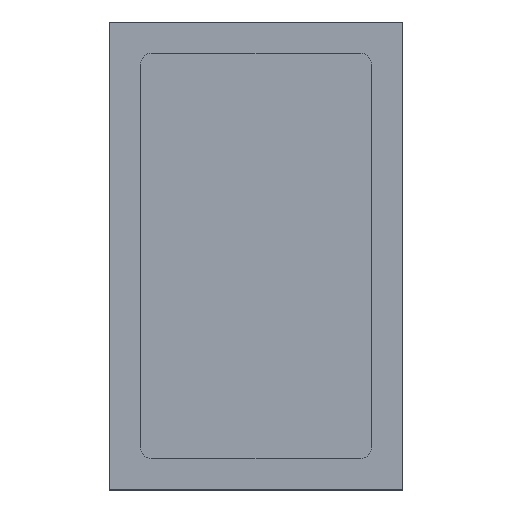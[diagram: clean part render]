
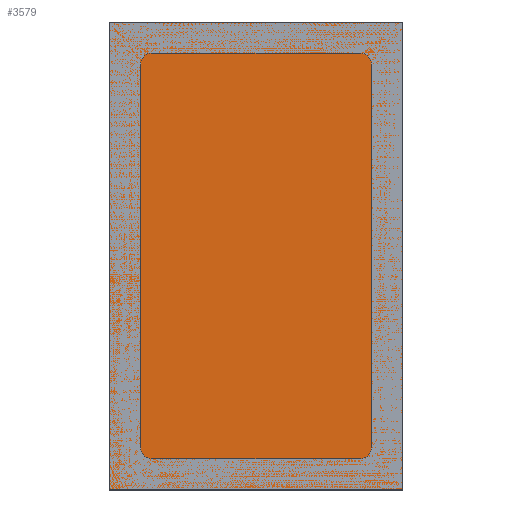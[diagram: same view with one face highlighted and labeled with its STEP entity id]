
A CAD part, top view. The second image highlights one B-rep face of the part: STEP entity #3579.
In plain terms, the highlighted planar face has unit normal (0, 0, 1).
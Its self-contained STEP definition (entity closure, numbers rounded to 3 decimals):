
#3279 = PLANE('',#3280);
#3280 = AXIS2_PLACEMENT_3D('',#3281,#3282,#3283);
#3281 = CARTESIAN_POINT('',(-20.,130.,0.));
#3282 = DIRECTION('',(0.,1.,0.));
#3283 = DIRECTION('',(1.,0.,0.));
#3307 = PLANE('',#3308);
#3308 = AXIS2_PLACEMENT_3D('',#3309,#3310,#3311);
#3309 = CARTESIAN_POINT('',(74.,130.,0.));
#3310 = DIRECTION('',(1.,0.,0.));
#3311 = DIRECTION('',(0.,-1.,0.));
#3335 = PLANE('',#3336);
#3336 = AXIS2_PLACEMENT_3D('',#3337,#3338,#3339);
#3337 = CARTESIAN_POINT('',(74.,-20.,0.));
#3338 = DIRECTION('',(0.,-1.,0.));
#3339 = DIRECTION('',(-1.,0.,0.));
#3361 = PLANE('',#3362);
#3362 = AXIS2_PLACEMENT_3D('',#3363,#3364,#3365);
#3363 = CARTESIAN_POINT('',(-20.,-20.,0.));
#3364 = DIRECTION('',(-1.,0.,0.));
#3365 = DIRECTION('',(0.,1.,0.));
#3383 = VERTEX_POINT('',#3384);
#3384 = CARTESIAN_POINT('',(-20.,130.,20.));
#3405 = EDGE_CURVE('',#3383,#3406,#3408,.T.);
#3406 = VERTEX_POINT('',#3407);
#3407 = CARTESIAN_POINT('',(74.,130.,20.));
#3408 = SURFACE_CURVE('',#3409,(#3413,#3420),.PCURVE_S1.);
#3409 = LINE('',#3410,#3411);
#3410 = CARTESIAN_POINT('',(-20.,130.,20.));
#3411 = VECTOR('',#3412,1.);
#3412 = DIRECTION('',(1.,0.,0.));
#3413 = PCURVE('',#3279,#3414);
#3414 = DEFINITIONAL_REPRESENTATION('',(#3415),#3419);
#3415 = LINE('',#3416,#3417);
#3416 = CARTESIAN_POINT('',(0.,-20.));
#3417 = VECTOR('',#3418,1.);
#3418 = DIRECTION('',(1.,0.));
#3419 = ( GEOMETRIC_REPRESENTATION_CONTEXT(2) 
PARAMETRIC_REPRESENTATION_CONTEXT() REPRESENTATION_CONTEXT('2D SPACE',''
  ) );
#3420 = PCURVE('',#3421,#3426);
#3421 = PLANE('',#3422);
#3422 = AXIS2_PLACEMENT_3D('',#3423,#3424,#3425);
#3423 = CARTESIAN_POINT('',(27.,55.,20.));
#3424 = DIRECTION('',(-0.,-0.,-1.));
#3425 = DIRECTION('',(-1.,0.,0.));
#3426 = DEFINITIONAL_REPRESENTATION('',(#3427),#3431);
#3427 = LINE('',#3428,#3429);
#3428 = CARTESIAN_POINT('',(47.,75.));
#3429 = VECTOR('',#3430,1.);
#3430 = DIRECTION('',(-1.,0.));
#3431 = ( GEOMETRIC_REPRESENTATION_CONTEXT(2) 
PARAMETRIC_REPRESENTATION_CONTEXT() REPRESENTATION_CONTEXT('2D SPACE',''
  ) );
#3459 = VERTEX_POINT('',#3460);
#3460 = CARTESIAN_POINT('',(-20.,-20.,20.));
#3481 = EDGE_CURVE('',#3459,#3383,#3482,.T.);
#3482 = SURFACE_CURVE('',#3483,(#3487,#3494),.PCURVE_S1.);
#3483 = LINE('',#3484,#3485);
#3484 = CARTESIAN_POINT('',(-20.,-20.,20.));
#3485 = VECTOR('',#3486,1.);
#3486 = DIRECTION('',(0.,1.,0.));
#3487 = PCURVE('',#3361,#3488);
#3488 = DEFINITIONAL_REPRESENTATION('',(#3489),#3493);
#3489 = LINE('',#3490,#3491);
#3490 = CARTESIAN_POINT('',(0.,-20.));
#3491 = VECTOR('',#3492,1.);
#3492 = DIRECTION('',(1.,0.));
#3493 = ( GEOMETRIC_REPRESENTATION_CONTEXT(2) 
PARAMETRIC_REPRESENTATION_CONTEXT() REPRESENTATION_CONTEXT('2D SPACE',''
  ) );
#3494 = PCURVE('',#3421,#3495);
#3495 = DEFINITIONAL_REPRESENTATION('',(#3496),#3500);
#3496 = LINE('',#3497,#3498);
#3497 = CARTESIAN_POINT('',(47.,-75.));
#3498 = VECTOR('',#3499,1.);
#3499 = DIRECTION('',(0.,1.));
#3500 = ( GEOMETRIC_REPRESENTATION_CONTEXT(2) 
PARAMETRIC_REPRESENTATION_CONTEXT() REPRESENTATION_CONTEXT('2D SPACE',''
  ) );
#3508 = EDGE_CURVE('',#3406,#3509,#3511,.T.);
#3509 = VERTEX_POINT('',#3510);
#3510 = CARTESIAN_POINT('',(74.,-20.,20.));
#3511 = SURFACE_CURVE('',#3512,(#3516,#3523),.PCURVE_S1.);
#3512 = LINE('',#3513,#3514);
#3513 = CARTESIAN_POINT('',(74.,130.,20.));
#3514 = VECTOR('',#3515,1.);
#3515 = DIRECTION('',(0.,-1.,0.));
#3516 = PCURVE('',#3307,#3517);
#3517 = DEFINITIONAL_REPRESENTATION('',(#3518),#3522);
#3518 = LINE('',#3519,#3520);
#3519 = CARTESIAN_POINT('',(0.,-20.));
#3520 = VECTOR('',#3521,1.);
#3521 = DIRECTION('',(1.,0.));
#3522 = ( GEOMETRIC_REPRESENTATION_CONTEXT(2) 
PARAMETRIC_REPRESENTATION_CONTEXT() REPRESENTATION_CONTEXT('2D SPACE',''
  ) );
#3523 = PCURVE('',#3421,#3524);
#3524 = DEFINITIONAL_REPRESENTATION('',(#3525),#3529);
#3525 = LINE('',#3526,#3527);
#3526 = CARTESIAN_POINT('',(-47.,75.));
#3527 = VECTOR('',#3528,1.);
#3528 = DIRECTION('',(0.,-1.));
#3529 = ( GEOMETRIC_REPRESENTATION_CONTEXT(2) 
PARAMETRIC_REPRESENTATION_CONTEXT() REPRESENTATION_CONTEXT('2D SPACE',''
  ) );
#3557 = EDGE_CURVE('',#3509,#3459,#3558,.T.);
#3558 = SURFACE_CURVE('',#3559,(#3563,#3570),.PCURVE_S1.);
#3559 = LINE('',#3560,#3561);
#3560 = CARTESIAN_POINT('',(74.,-20.,20.));
#3561 = VECTOR('',#3562,1.);
#3562 = DIRECTION('',(-1.,0.,0.));
#3563 = PCURVE('',#3335,#3564);
#3564 = DEFINITIONAL_REPRESENTATION('',(#3565),#3569);
#3565 = LINE('',#3566,#3567);
#3566 = CARTESIAN_POINT('',(0.,-20.));
#3567 = VECTOR('',#3568,1.);
#3568 = DIRECTION('',(1.,0.));
#3569 = ( GEOMETRIC_REPRESENTATION_CONTEXT(2) 
PARAMETRIC_REPRESENTATION_CONTEXT() REPRESENTATION_CONTEXT('2D SPACE',''
  ) );
#3570 = PCURVE('',#3421,#3571);
#3571 = DEFINITIONAL_REPRESENTATION('',(#3572),#3576);
#3572 = LINE('',#3573,#3574);
#3573 = CARTESIAN_POINT('',(-47.,-75.));
#3574 = VECTOR('',#3575,1.);
#3575 = DIRECTION('',(1.,0.));
#3576 = ( GEOMETRIC_REPRESENTATION_CONTEXT(2) 
PARAMETRIC_REPRESENTATION_CONTEXT() REPRESENTATION_CONTEXT('2D SPACE',''
  ) );
#3579 = ADVANCED_FACE('',(#3580),#3421,.F.);
#3580 = FACE_BOUND('',#3581,.F.);
#3581 = EDGE_LOOP('',(#3582,#3583,#3584,#3585));
#3582 = ORIENTED_EDGE('',*,*,#3405,.T.);
#3583 = ORIENTED_EDGE('',*,*,#3508,.T.);
#3584 = ORIENTED_EDGE('',*,*,#3557,.T.);
#3585 = ORIENTED_EDGE('',*,*,#3481,.T.);
